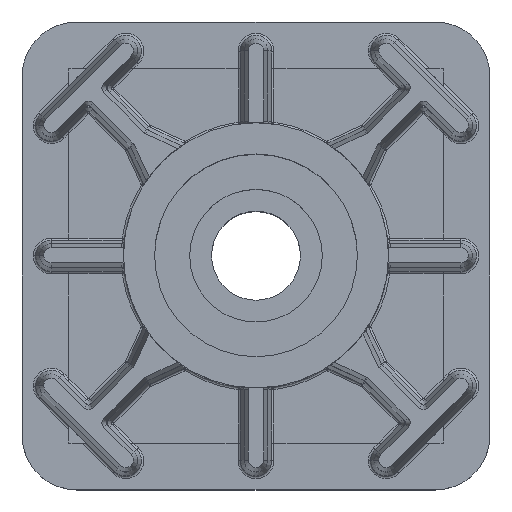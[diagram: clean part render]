
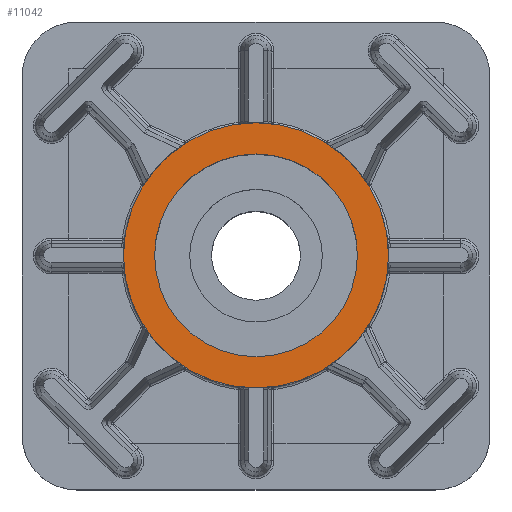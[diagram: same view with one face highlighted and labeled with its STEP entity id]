
A CAD part, top view. The second image highlights one B-rep face of the part: STEP entity #11042.
In plain terms, the highlighted planar face has unit normal (0, 0, 1).
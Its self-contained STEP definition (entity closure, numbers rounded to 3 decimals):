
#82 = CARTESIAN_POINT ( 'NONE',  ( 0., 0., 55. ) ) ;
#437 = DIRECTION ( 'NONE',  ( 0., 0., 1. ) ) ;
#439 = CARTESIAN_POINT ( 'NONE',  ( 17., 0., 55. ) ) ;
#717 = ORIENTED_EDGE ( 'NONE', *, *, #14449, .F. ) ;
#927 = ORIENTED_EDGE ( 'NONE', *, *, #7681, .F. ) ;
#1162 = DIRECTION ( 'NONE',  ( 0., 0., 1. ) ) ;
#1320 = VERTEX_POINT ( 'NONE', #4014 ) ;
#1328 = DIRECTION ( 'NONE',  ( 1., 0., 0. ) ) ;
#1643 = ORIENTED_EDGE ( 'NONE', *, *, #15418, .T. ) ;
#1711 = CIRCLE ( 'NONE', #9625, 17. ) ;
#1780 = CIRCLE ( 'NONE', #14025, 17. ) ;
#1937 = CIRCLE ( 'NONE', #11579, 13. ) ;
#2622 = CARTESIAN_POINT ( 'NONE',  ( 0., 0., 55. ) ) ;
#3361 = CARTESIAN_POINT ( 'NONE',  ( 13., 0., 55. ) ) ;
#3479 = CIRCLE ( 'NONE', #4926, 13. ) ;
#3867 = DIRECTION ( 'NONE',  ( 1., 0., 0. ) ) ;
#3954 = ORIENTED_EDGE ( 'NONE', *, *, #12716, .T. ) ;
#4014 = CARTESIAN_POINT ( 'NONE',  ( -17., 0., 55. ) ) ;
#4926 = AXIS2_PLACEMENT_3D ( 'NONE', #2622, #11219, #3867 ) ;
#5999 = DIRECTION ( 'NONE',  ( 0., 0., 1. ) ) ;
#6034 = PLANE ( 'NONE',  #15753 ) ;
#6466 = VERTEX_POINT ( 'NONE', #3361 ) ;
#7508 = EDGE_LOOP ( 'NONE', ( #927, #717 ) ) ;
#7681 = EDGE_CURVE ( 'NONE', #14880, #6466, #3479, .T. ) ;
#7753 = CARTESIAN_POINT ( 'NONE',  ( 0., 0., 55. ) ) ;
#8582 = EDGE_LOOP ( 'NONE', ( #1643, #3954 ) ) ;
#8645 = DIRECTION ( 'NONE',  ( 0., 0., 1. ) ) ;
#8915 = VERTEX_POINT ( 'NONE', #439 ) ;
#8993 = DIRECTION ( 'NONE',  ( 1., 0., 0. ) ) ;
#9516 = FACE_BOUND ( 'NONE', #7508, .T. ) ;
#9625 = AXIS2_PLACEMENT_3D ( 'NONE', #13358, #5999, #14564 ) ;
#9738 = DIRECTION ( 'NONE',  ( 1., 0., 0. ) ) ;
#9893 = FACE_OUTER_BOUND ( 'NONE', #8582, .T. ) ;
#11042 = ADVANCED_FACE ( 'NONE', ( #9516, #9893 ), #6034, .T. ) ;
#11219 = DIRECTION ( 'NONE',  ( 0., 0., 1. ) ) ;
#11579 = AXIS2_PLACEMENT_3D ( 'NONE', #82, #8645, #1328 ) ;
#12173 = CARTESIAN_POINT ( 'NONE',  ( 0., 0., 55. ) ) ;
#12716 = EDGE_CURVE ( 'NONE', #8915, #1320, #1780, .T. ) ;
#13170 = CARTESIAN_POINT ( 'NONE',  ( -13., 0., 55. ) ) ;
#13358 = CARTESIAN_POINT ( 'NONE',  ( 0., 0., 55. ) ) ;
#14025 = AXIS2_PLACEMENT_3D ( 'NONE', #7753, #437, #8993 ) ;
#14449 = EDGE_CURVE ( 'NONE', #6466, #14880, #1937, .T. ) ;
#14564 = DIRECTION ( 'NONE',  ( 1., 0., 0. ) ) ;
#14880 = VERTEX_POINT ( 'NONE', #13170 ) ;
#15418 = EDGE_CURVE ( 'NONE', #1320, #8915, #1711, .T. ) ;
#15753 = AXIS2_PLACEMENT_3D ( 'NONE', #12173, #1162, #9738 ) ;
